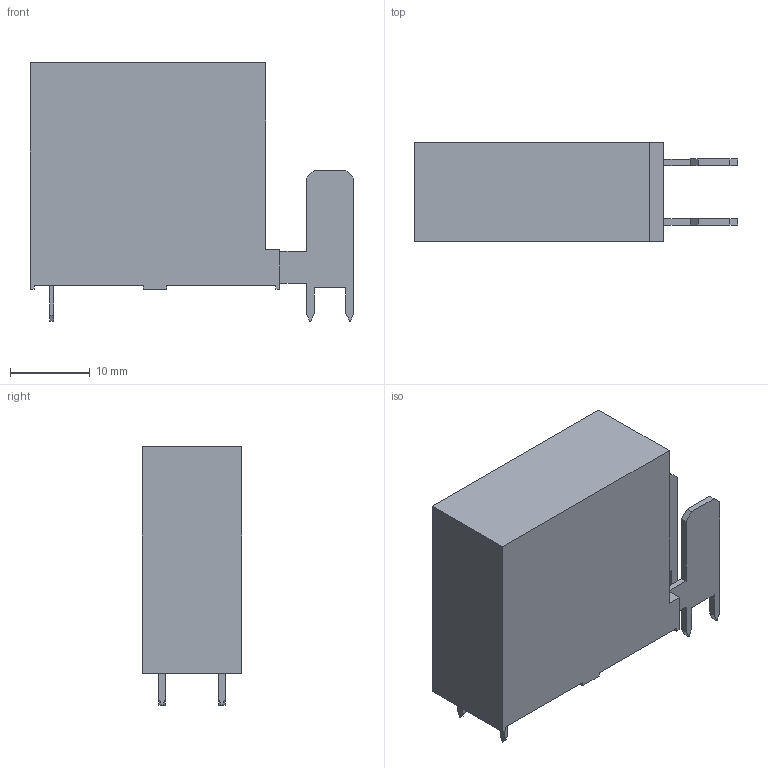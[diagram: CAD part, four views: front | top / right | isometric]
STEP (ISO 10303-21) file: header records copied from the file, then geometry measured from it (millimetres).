
FILE_DESCRIPTION(('FreeCAD Model'),'2;1');
FILE_NAME('Finder-45.91.7.012.0310_SPST-NO-break-16A-DC1_12VDC-Coil.step', '2017-06-08T17:13:09',('kicad StepUp'),('ksu MCAD'), 'Open CASCADE STEP processor 6.8','FreeCAD','Unknown');
FILE_SCHEMA(('AUTOMOTIVE_DESIGN_CC2 { 1 2 10303 214 -1 1 5 4 }'));
Length unit declared in the file: millimetre
Products named in the file (1): Finder-45.91.7.012.0310_SPST-NO-break-16A-DC1_12VDC-Coil
Bounding box: 40.7 x 12.5 x 32.5 mm (x, y, z)
Volume: 10663.2 mm3; surface area: 3743.2 mm2
Topology: 1 solids, 1 shells, 68 faces, 186 edges, 124 vertices
Faces by surface type: plane 68
Entity records: 2599 total; most frequent: CARTESIAN_POINT 379, ORIENTED_EDGE 372, DIRECTION 324, EDGE_CURVE 186, LINE 186, VECTOR 186, VERTEX_POINT 124, FACE_BOUND 72
